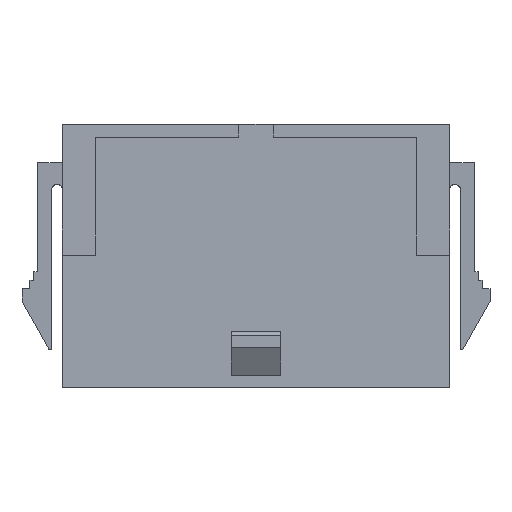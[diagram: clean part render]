
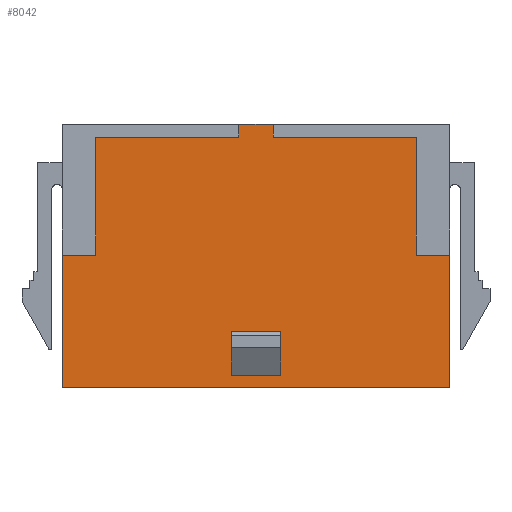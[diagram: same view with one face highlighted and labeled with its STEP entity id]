
A CAD part, top view. The second image highlights one B-rep face of the part: STEP entity #8042.
In plain terms, the highlighted planar face has unit normal (0, 0, 1).
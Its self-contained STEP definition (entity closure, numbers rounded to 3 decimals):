
#661=ORIENTED_EDGE('',*,*,#2926,.F.);
#662=ORIENTED_EDGE('',*,*,#2927,.T.);
#663=ORIENTED_EDGE('',*,*,#2928,.T.);
#664=ORIENTED_EDGE('',*,*,#2929,.F.);
#665=ORIENTED_EDGE('',*,*,#2563,.F.);
#666=ORIENTED_EDGE('',*,*,#2884,.F.);
#667=ORIENTED_EDGE('',*,*,#2925,.F.);
#668=ORIENTED_EDGE('',*,*,#2923,.F.);
#669=ORIENTED_EDGE('',*,*,#2921,.F.);
#670=ORIENTED_EDGE('',*,*,#2919,.F.);
#671=ORIENTED_EDGE('',*,*,#2500,.F.);
#672=ORIENTED_EDGE('',*,*,#2918,.F.);
#673=ORIENTED_EDGE('',*,*,#2916,.F.);
#674=ORIENTED_EDGE('',*,*,#2914,.F.);
#675=ORIENTED_EDGE('',*,*,#2912,.F.);
#676=ORIENTED_EDGE('',*,*,#2896,.F.);
#2500=EDGE_CURVE('',#3667,#3668,#4435,.T.);
#2563=EDGE_CURVE('',#3730,#3728,#4498,.T.);
#2884=EDGE_CURVE('',#3993,#3730,#4819,.T.);
#2896=EDGE_CURVE('',#3728,#4004,#4831,.T.);
#2912=EDGE_CURVE('',#4004,#4016,#4847,.T.);
#2914=EDGE_CURVE('',#4016,#4017,#4849,.T.);
#2916=EDGE_CURVE('',#4017,#4018,#4851,.T.);
#2918=EDGE_CURVE('',#4018,#3667,#4853,.T.);
#2919=EDGE_CURVE('',#3668,#4019,#4854,.T.);
#2921=EDGE_CURVE('',#4019,#4020,#4856,.T.);
#2923=EDGE_CURVE('',#4020,#4021,#4858,.T.);
#2925=EDGE_CURVE('',#4021,#3993,#4860,.T.);
#2926=EDGE_CURVE('',#4022,#4023,#4861,.T.);
#2927=EDGE_CURVE('',#4022,#4024,#4862,.T.);
#2928=EDGE_CURVE('',#4024,#4025,#4863,.T.);
#2929=EDGE_CURVE('',#4023,#4025,#4864,.T.);
#3667=VERTEX_POINT('',#11075);
#3668=VERTEX_POINT('',#11077);
#3728=VERTEX_POINT('',#11198);
#3730=VERTEX_POINT('',#11202);
#3993=VERTEX_POINT('',#11850);
#4004=VERTEX_POINT('',#11875);
#4016=VERTEX_POINT('',#11907);
#4017=VERTEX_POINT('',#11911);
#4018=VERTEX_POINT('',#11915);
#4019=VERTEX_POINT('',#11921);
#4020=VERTEX_POINT('',#11925);
#4021=VERTEX_POINT('',#11929);
#4022=VERTEX_POINT('',#11935);
#4023=VERTEX_POINT('',#11936);
#4024=VERTEX_POINT('',#11938);
#4025=VERTEX_POINT('',#11940);
#4435=LINE('',#11076,#5568);
#4498=LINE('',#11203,#5631);
#4819=LINE('',#11851,#5952);
#4831=LINE('',#11874,#5964);
#4847=LINE('',#11906,#5980);
#4849=LINE('',#11910,#5982);
#4851=LINE('',#11914,#5984);
#4853=LINE('',#11918,#5986);
#4854=LINE('',#11920,#5987);
#4856=LINE('',#11924,#5989);
#4858=LINE('',#11928,#5991);
#4860=LINE('',#11932,#5993);
#4861=LINE('',#11934,#5994);
#4862=LINE('',#11937,#5995);
#4863=LINE('',#11939,#5996);
#4864=LINE('',#11941,#5997);
#5568=VECTOR('',#8954,1000.);
#5631=VECTOR('',#9019,1000.);
#5952=VECTOR('',#9468,1000.);
#5964=VECTOR('',#9482,1000.);
#5980=VECTOR('',#9506,1000.);
#5982=VECTOR('',#9510,1000.);
#5984=VECTOR('',#9514,1000.);
#5986=VECTOR('',#9518,1000.);
#5987=VECTOR('',#9521,1000.);
#5989=VECTOR('',#9525,1000.);
#5991=VECTOR('',#9529,1000.);
#5993=VECTOR('',#9533,1000.);
#5994=VECTOR('',#9536,1000.);
#5995=VECTOR('',#9537,1000.);
#5996=VECTOR('',#9538,1000.);
#5997=VECTOR('',#9539,1000.);
#6743=EDGE_LOOP('',(#661,#662,#663,#664));
#6744=EDGE_LOOP('',(#665,#666,#667,#668,#669,#670,#671,#672,#673,#674,#675,
#676));
#7198=FACE_BOUND('',#6743,.T.);
#7199=FACE_BOUND('',#6744,.T.);
#7635=PLANE('',#8485);
#8042=ADVANCED_FACE('',(#7198,#7199),#7635,.F.);
#8485=AXIS2_PLACEMENT_3D('',#11933,#9534,#9535);
#8954=DIRECTION('',(1.,0.,0.));
#9019=DIRECTION('',(-1.,0.,0.));
#9468=DIRECTION('',(0.,-1.,0.));
#9482=DIRECTION('',(0.,1.,0.));
#9506=DIRECTION('',(1.,0.,0.));
#9510=DIRECTION('',(0.,1.,0.));
#9514=DIRECTION('',(1.,0.,0.));
#9518=DIRECTION('',(0.,1.,0.));
#9521=DIRECTION('',(0.,-1.,0.));
#9525=DIRECTION('',(1.,0.,0.));
#9529=DIRECTION('',(0.,-1.,0.));
#9533=DIRECTION('',(1.,0.,0.));
#9534=DIRECTION('',(0.,0.,-1.));
#9535=DIRECTION('',(-1.,0.,0.));
#9536=DIRECTION('',(-1.,0.,0.));
#9537=DIRECTION('',(0.,-1.,0.));
#9538=DIRECTION('',(-1.,0.,0.));
#9539=DIRECTION('',(0.,-1.,0.));
#11075=CARTESIAN_POINT('',(-1.1,8.45,1.935));
#11076=CARTESIAN_POINT('',(-1.1,8.45,1.935));
#11077=CARTESIAN_POINT('',(1.1,8.45,1.935));
#11198=CARTESIAN_POINT('',(-12.425,-8.45,1.935));
#11202=CARTESIAN_POINT('',(12.425,-8.45,1.935));
#11203=CARTESIAN_POINT('',(12.425,-8.45,1.935));
#11850=CARTESIAN_POINT('',(12.425,0.05,1.935));
#11851=CARTESIAN_POINT('',(12.425,0.05,1.935));
#11874=CARTESIAN_POINT('',(-12.425,-8.45,1.935));
#11875=CARTESIAN_POINT('',(-12.425,0.05,1.935));
#11906=CARTESIAN_POINT('',(-12.425,0.05,1.935));
#11907=CARTESIAN_POINT('',(-10.3,0.05,1.935));
#11910=CARTESIAN_POINT('',(-10.3,0.05,1.935));
#11911=CARTESIAN_POINT('',(-10.3,7.624,1.935));
#11914=CARTESIAN_POINT('',(-10.3,7.624,1.935));
#11915=CARTESIAN_POINT('',(-1.1,7.624,1.935));
#11918=CARTESIAN_POINT('',(-1.1,7.624,1.935));
#11920=CARTESIAN_POINT('',(1.1,8.45,1.935));
#11921=CARTESIAN_POINT('',(1.1,7.624,1.935));
#11924=CARTESIAN_POINT('',(1.1,7.624,1.935));
#11925=CARTESIAN_POINT('',(10.3,7.624,1.935));
#11928=CARTESIAN_POINT('',(10.3,7.624,1.935));
#11929=CARTESIAN_POINT('',(10.3,0.05,1.935));
#11932=CARTESIAN_POINT('',(10.3,0.05,1.935));
#11933=CARTESIAN_POINT('',(0.,0.,1.935));
#11934=CARTESIAN_POINT('',(1.59,-4.85,1.935));
#11935=CARTESIAN_POINT('',(1.59,-4.85,1.935));
#11936=CARTESIAN_POINT('',(-1.59,-4.85,1.935));
#11937=CARTESIAN_POINT('',(1.59,-7.65,1.935));
#11938=CARTESIAN_POINT('',(1.59,-7.65,1.935));
#11939=CARTESIAN_POINT('',(1.59,-7.65,1.935));
#11940=CARTESIAN_POINT('',(-1.59,-7.65,1.935));
#11941=CARTESIAN_POINT('',(-1.59,-7.65,1.935));
